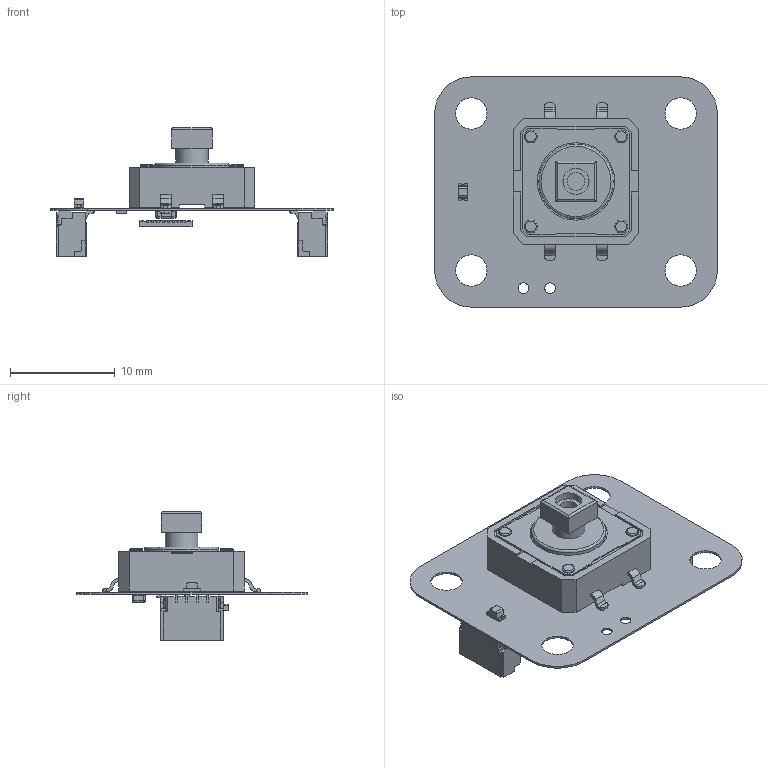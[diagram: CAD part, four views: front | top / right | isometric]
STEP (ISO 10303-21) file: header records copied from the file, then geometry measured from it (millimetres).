
FILE_DESCRIPTION(('Open CASCADE Model'),'2;1');
FILE_NAME('Open CASCADE Shape Model','2025-02-21T08:50:19',('Author'),( 'Open CASCADE'),'Open CASCADE STEP processor 7.5','Open CASCADE 7.5' ,'Unknown');
FILE_SCHEMA(('AUTOMOTIVE_DESIGN { 1 0 10303 214 1 1 1 1 }'));
Length unit declared in the file: millimetre
Products named in the file (33): PCB; Board; Open CASCADE STEP translator 7.5 13.1.1; BTN1; Switch_Omron_B3FS-4055P_eec; Pieza20; Pieza21; Pieza24; Pieza25; U; DUELink-Connector-BM04B-SRSS-TB; D; STAT; 0603 LED Green; Solid1; Solid4; R4; User Library-R SMD 0402; User Library-R SMD 0402_0402 BODY; User Library-R SMD 0402_0402 PAD; User Library-R SMD 0402_0402 OPIS; C2; 0805 SMD Capacitor; C1; C0402; Free-Models; STM32-QFN32
Assembly tree (34 placements, depth 4):
  PCB
    Board
      Open CASCADE STEP translator 7.5 13.1.1
    BTN1
      Switch_Omron_B3FS-4055P_eec
        Pieza20
        Pieza21
        Pieza24
        Pieza25
    U
      DUELink-Connector-BM04B-SRSS-TB
    D
      DUELink-Connector-BM04B-SRSS-TB
    STAT
      0603 LED Green
        Solid1
        Solid4
        Solid1
        Solid1
        Solid4
        Solid1
        Solid1
        Solid1
    R4
      User Library-R SMD 0402
        User Library-R SMD 0402_0402 BODY
        User Library-R SMD 0402_0402 PAD  x2
        User Library-R SMD 0402_0402 OPIS
    C2
      0805 SMD Capacitor
    C1
      C0402
    Free-Models
      STM32-QFN32
Bounding box: 27 x 22 x 12.32 mm (x, y, z)
Volume: 774.1 mm3; surface area: 2391 mm2
Topology: 94 solids, 94 shells, 1472 faces, 6492 edges, 8085 vertices
Faces by surface type: plane 1095, cylinder 241, bspline 111, torus 9, sphere 8, revolution 8
Full cylindrical faces by diameter (mm): 1.016 x2, 1.238 x4, 1.7 x1, 2.5 x1, 3 x4, 3.1 x1, 7.1 x1, 7.4 x1
Entity records: 55044 total; most frequent: CARTESIAN_POINT 15010, DIRECTION 6880, ORIENTED_EDGE 5768, LINE 3542, VECTOR 3542, EDGE_CURVE 2884, VERTEX_POINT 1887, AXIS2_PLACEMENT_3D 1665
